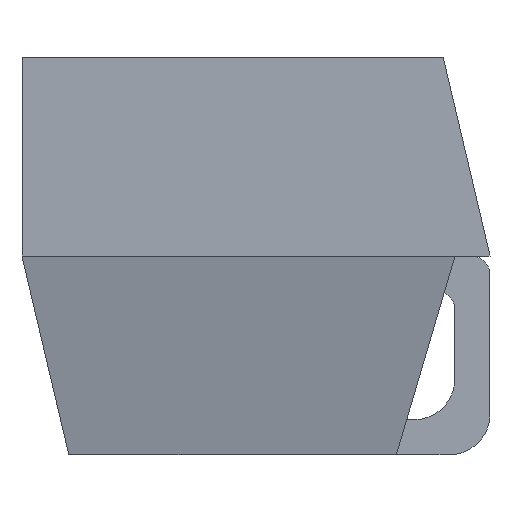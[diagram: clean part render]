
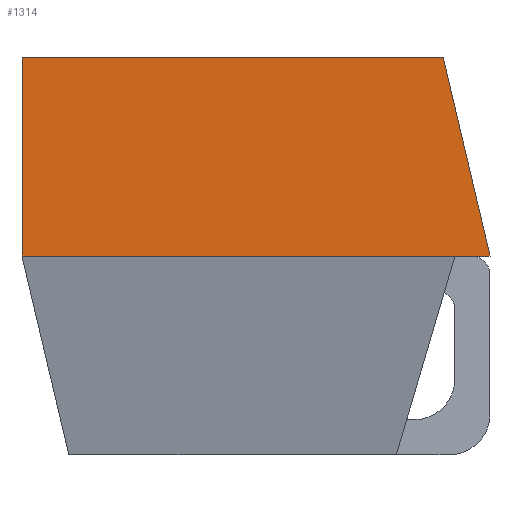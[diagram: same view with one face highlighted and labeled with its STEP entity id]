
A CAD part, front view. The second image highlights one B-rep face of the part: STEP entity #1314.
In plain terms, the highlighted planar face has unit normal (0, -1, 0).
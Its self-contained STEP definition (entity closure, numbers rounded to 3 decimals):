
#84=FACE_OUTER_BOUND('',#161,.T.);
#161=EDGE_LOOP('',(#920,#921,#922,#923,#924));
#250=LINE('',#1936,#409);
#256=LINE('',#1948,#415);
#258=LINE('',#1953,#417);
#260=LINE('',#1956,#419);
#261=LINE('',#1957,#420);
#409=VECTOR('',#1551,10.);
#415=VECTOR('',#1559,10.);
#417=VECTOR('',#1563,10.);
#419=VECTOR('',#1567,10.);
#420=VECTOR('',#1568,10.);
#560=VERTEX_POINT('',#1933);
#561=VERTEX_POINT('',#1935);
#563=VERTEX_POINT('',#1941);
#566=VERTEX_POINT('',#1946);
#568=VERTEX_POINT('',#1951);
#694=EDGE_CURVE('',#560,#561,#250,.T.);
#700=EDGE_CURVE('',#563,#566,#256,.T.);
#702=EDGE_CURVE('',#568,#560,#258,.T.);
#704=EDGE_CURVE('',#568,#563,#260,.T.);
#705=EDGE_CURVE('',#566,#561,#261,.T.);
#920=ORIENTED_EDGE('',*,*,#704,.T.);
#921=ORIENTED_EDGE('',*,*,#700,.T.);
#922=ORIENTED_EDGE('',*,*,#705,.T.);
#923=ORIENTED_EDGE('',*,*,#694,.F.);
#924=ORIENTED_EDGE('',*,*,#702,.F.);
#1254=PLANE('',#1408);
#1314=ADVANCED_FACE('',(#84),#1254,.T.);
#1408=AXIS2_PLACEMENT_3D('',#1955,#1565,#1566);
#1551=DIRECTION('',(1.,0.,0.));
#1559=DIRECTION('',(1.,0.,0.));
#1563=DIRECTION('',(0.,0.,1.));
#1565=DIRECTION('center_axis',(0.,-1.,0.));
#1566=DIRECTION('ref_axis',(0.,0.,-1.));
#1567=DIRECTION('',(1.,0.,0.));
#1568=DIRECTION('',(-0.229,0.,0.973));
#1933=CARTESIAN_POINT('',(0.,0.,0.85));
#1935=CARTESIAN_POINT('',(1.8,0.,0.85));
#1936=CARTESIAN_POINT('',(0.,0.,0.85));
#1941=CARTESIAN_POINT('',(1.85,0.,0.));
#1946=CARTESIAN_POINT('',(2.,0.,0.));
#1948=CARTESIAN_POINT('',(0.,0.,0.));
#1951=CARTESIAN_POINT('',(0.,0.,0.));
#1953=CARTESIAN_POINT('',(0.,0.,0.));
#1955=CARTESIAN_POINT('Origin',(0.,0.,0.));
#1956=CARTESIAN_POINT('',(0.,0.,0.));
#1957=CARTESIAN_POINT('',(2.,0.,0.));
